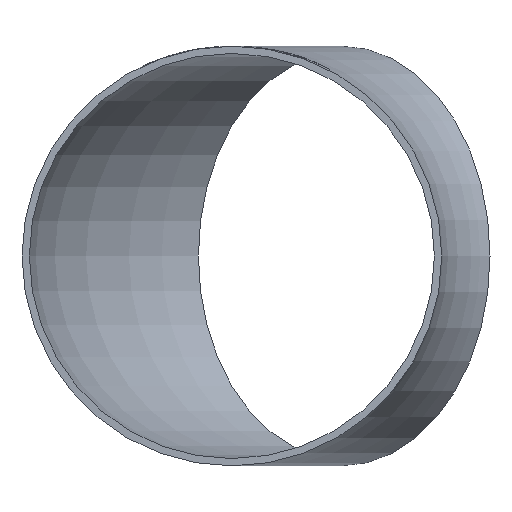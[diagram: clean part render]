
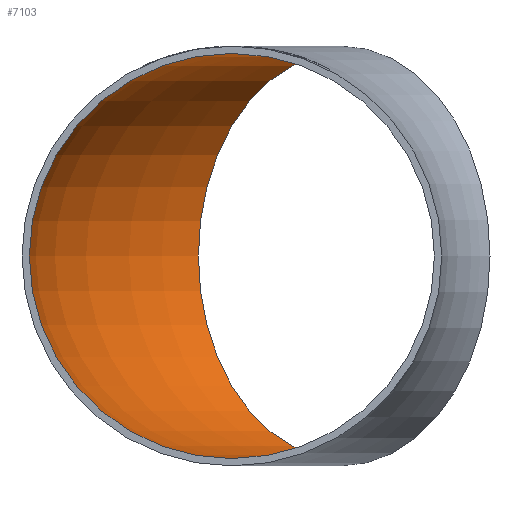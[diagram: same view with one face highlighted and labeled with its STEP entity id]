
A CAD part, front view. The second image highlights one B-rep face of the part: STEP entity #7103.
In plain terms, the highlighted toroidal (fillet/blend) face has major radius 102 mm and minor radius 55.15 mm.
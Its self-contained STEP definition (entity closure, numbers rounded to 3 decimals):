
#1998 = AXIS2_PLACEMENT_3D ( 'NONE', #14203, #18458, #18650 ) ;
#3278 = DIRECTION ( 'NONE',  ( -0.707, 0.707, 0. ) ) ;
#4775 = CARTESIAN_POINT ( 'NONE',  ( -72.125, 72.125, 0. ) ) ;
#4855 = FACE_OUTER_BOUND ( 'NONE', #17550, .T. ) ;
#5389 = CIRCLE ( 'NONE', #5704, 55.15 ) ;
#5704 = AXIS2_PLACEMENT_3D ( 'NONE', #4775, #7843, #3278 ) ;
#6257 = DIRECTION ( 'NONE',  ( 0., 0., -1. ) ) ;
#7103 = ADVANCED_FACE ( 'NONE', ( #10582, #4855 ), #10008, .F. ) ;
#7835 = VERTEX_POINT ( 'NONE', #12590 ) ;
#7843 = DIRECTION ( 'NONE',  ( 0.707, 0.707, 0. ) ) ;
#9787 = ORIENTED_EDGE ( 'NONE', *, *, #12625, .T. ) ;
#10008 = TOROIDAL_SURFACE ( 'NONE', #13529, 102., 55.15 ) ;
#10582 = FACE_OUTER_BOUND ( 'NONE', #18314, .T. ) ;
#10783 = VERTEX_POINT ( 'NONE', #18543 ) ;
#10877 = CARTESIAN_POINT ( 'NONE',  ( 0., 0., 0. ) ) ;
#12590 = CARTESIAN_POINT ( 'NONE',  ( -111.122, 111.122, 0. ) ) ;
#12625 = EDGE_CURVE ( 'NONE', #7835, #7835, #5389, .T. ) ;
#13529 = AXIS2_PLACEMENT_3D ( 'NONE', #10877, #6257, #16854 ) ;
#13759 = CIRCLE ( 'NONE', #1998, 55.15 ) ;
#14203 = CARTESIAN_POINT ( 'NONE',  ( -102., 0., 0. ) ) ;
#16715 = ORIENTED_EDGE ( 'NONE', *, *, #16791, .F. ) ;
#16791 = EDGE_CURVE ( 'NONE', #10783, #10783, #13759, .T. ) ;
#16854 = DIRECTION ( 'NONE',  ( -1., 0., 0. ) ) ;
#17550 = EDGE_LOOP ( 'NONE', ( #16715 ) ) ;
#18314 = EDGE_LOOP ( 'NONE', ( #9787 ) ) ;
#18458 = DIRECTION ( 'NONE',  ( 0., 1., 0. ) ) ;
#18543 = CARTESIAN_POINT ( 'NONE',  ( -102., 0., 55.15 ) ) ;
#18650 = DIRECTION ( 'NONE',  ( 0., 0., 1. ) ) ;
